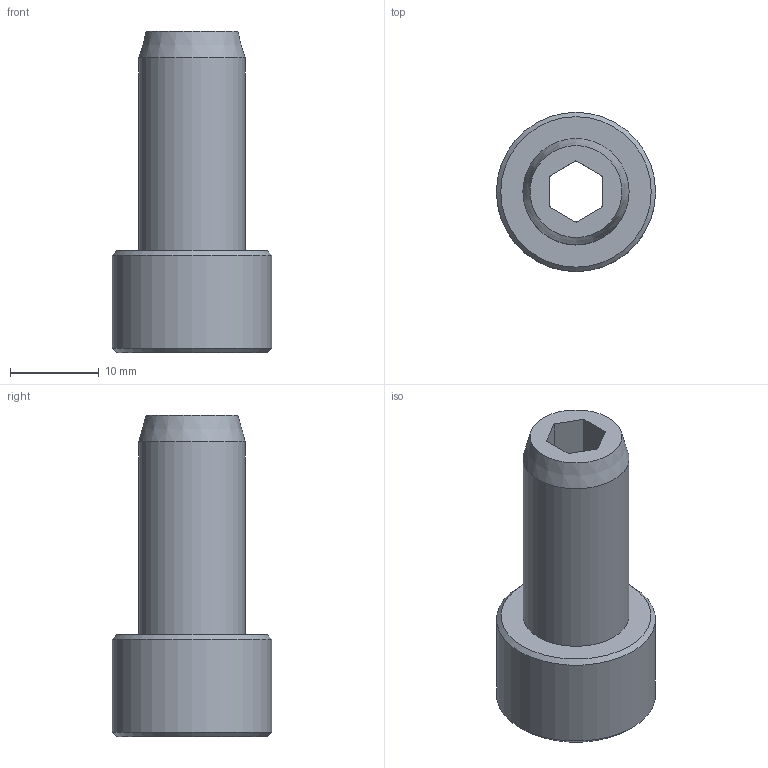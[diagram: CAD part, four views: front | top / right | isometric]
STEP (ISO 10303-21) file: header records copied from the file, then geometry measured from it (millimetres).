
FILE_DESCRIPTION((''),'1');
FILE_NAME('HSK63-CP-JA.stp','2023-11-01T08:17:49',(''),(''),'Spatial Interop R21 SP3','Kubotek KeyCreator 2011 V10.0.2 (22737)',' ');
FILE_SCHEMA(('automotive_design'));
Length unit declared in the file: millimetre
Products named in the file (1): 240[2]
Bounding box: 18 x 18 x 36.3 mm (x, y, z)
Volume: 4147.2 mm3; surface area: 2788.7 mm2
Topology: 1 solids, 1 shells, 31 faces, 65 edges, 37 vertices
Faces by surface type: plane 21, cylinder 5, cone 5
Full cylindrical faces by diameter (mm): 6.8 x1, 8 x1, 8.5 x1, 12 x1, 18 x1
Entity records: 1426 total; most frequent: DIRECTION 142, CARTESIAN_POINT 122, PRESENTATION_STYLE_ASSIGNMENT 118, COLOUR_RGB 118, ORIENTED_EDGE 108, STYLED_ITEM 86, CURVE_STYLE 86, DRAUGHTING_PRE_DEFINED_CURVE_FONT 86
